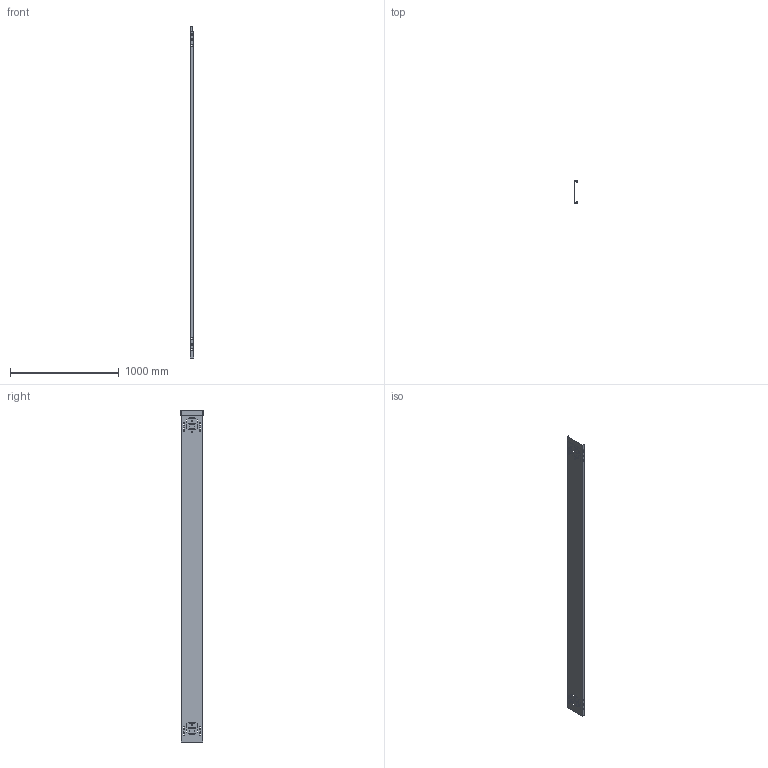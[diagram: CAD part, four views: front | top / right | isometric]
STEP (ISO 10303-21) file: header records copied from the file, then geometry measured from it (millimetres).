
FILE_DESCRIPTION((''),'2;1');
FILE_NAME('6047433','2012-08-28T',('AndreasKeweloh'),(''),'PRO/ENGINEER BY PARAMETRIC TECHNOLOGY CORPORATION, 2012130','PRO/ENGINEER BY PARAMETRIC TECHNOLOGY CORPORATION, 2012130','');
FILE_SCHEMA(('CONFIG_CONTROL_DESIGN'));
Length unit declared in the file: millimetre
Products named in the file (1): 6047433
Bounding box: 35.93 x 203 x 3050 mm (x, y, z)
Volume: 641918.6 mm3; surface area: 1789816.7 mm2
Topology: 1 solids, 1 shells, 226 faces, 628 edges, 400 vertices
Faces by surface type: cylinder 106, plane 96, torus 10, cone 8, sphere 4, bspline 2
Entity records: 7448 total; most frequent: DIRECTION 1312, CARTESIAN_POINT 1280, ORIENTED_EDGE 1248, EDGE_CURVE 624, AXIS2_PLACEMENT_3D 464, VERTEX_POINT 400, VECTOR 384, LINE 384
